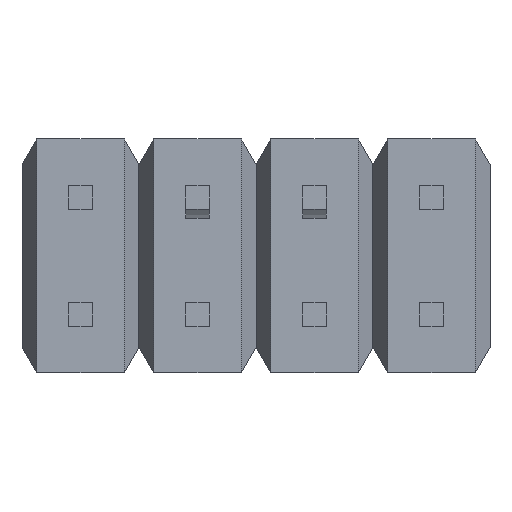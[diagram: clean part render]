
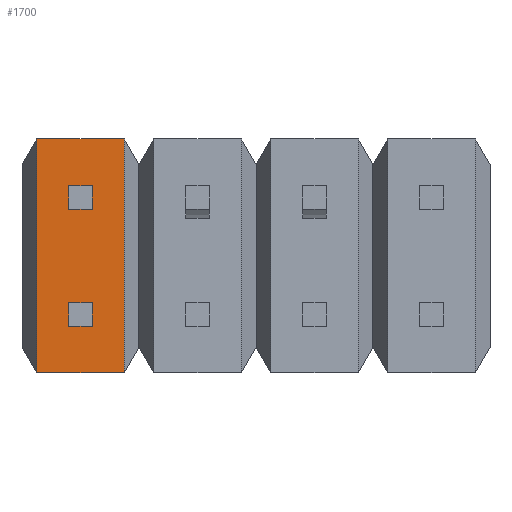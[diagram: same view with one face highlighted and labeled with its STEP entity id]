
A CAD part, front view. The second image highlights one B-rep face of the part: STEP entity #1700.
In plain terms, the highlighted planar face has unit normal (0, -1, 0).
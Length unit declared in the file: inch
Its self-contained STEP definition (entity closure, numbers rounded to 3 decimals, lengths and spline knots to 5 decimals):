
#1=DIRECTION('',(0.,0.,1.));
#2=VECTOR('',#1,0.2);
#3=CARTESIAN_POINT('',(-0.1125,-0.045,-0.1));
#4=LINE('',#3,#2);
#5=DIRECTION('',(-1.,0.,0.));
#6=VECTOR('',#5,0.075);
#7=CARTESIAN_POINT('',(-0.1125,-0.045,-0.1));
#8=LINE('',#7,#6);
#9=DIRECTION('',(0.,0.,-1.));
#10=VECTOR('',#9,0.2);
#11=CARTESIAN_POINT('',(-0.1875,-0.045,0.1));
#12=LINE('',#11,#10);
#13=DIRECTION('',(1.,0.,0.));
#14=VECTOR('',#13,0.075);
#15=CARTESIAN_POINT('',(-0.1875,-0.045,0.1));
#16=LINE('',#15,#14);
#113=DIRECTION('',(0.,0.,-1.));
#114=VECTOR('',#113,0.02);
#115=CARTESIAN_POINT('',(-0.16,-0.045,-0.04));
#116=LINE('',#115,#114);
#117=DIRECTION('',(1.,0.,0.));
#118=VECTOR('',#117,0.02);
#119=CARTESIAN_POINT('',(-0.16,-0.045,-0.06));
#120=LINE('',#119,#118);
#121=DIRECTION('',(0.,0.,-1.));
#122=VECTOR('',#121,0.02);
#123=CARTESIAN_POINT('',(-0.14,-0.045,-0.04));
#124=LINE('',#123,#122);
#125=DIRECTION('',(1.,0.,0.));
#126=VECTOR('',#125,0.02);
#127=CARTESIAN_POINT('',(-0.16,-0.045,-0.04));
#128=LINE('',#127,#126);
#161=DIRECTION('',(0.,0.,-1.));
#162=VECTOR('',#161,0.02);
#163=CARTESIAN_POINT('',(-0.16,-0.045,0.06));
#164=LINE('',#163,#162);
#165=DIRECTION('',(1.,0.,0.));
#166=VECTOR('',#165,0.02);
#167=CARTESIAN_POINT('',(-0.16,-0.045,0.04));
#168=LINE('',#167,#166);
#169=DIRECTION('',(0.,0.,-1.));
#170=VECTOR('',#169,0.02);
#171=CARTESIAN_POINT('',(-0.14,-0.045,0.06));
#172=LINE('',#171,#170);
#173=DIRECTION('',(1.,0.,0.));
#174=VECTOR('',#173,0.02);
#175=CARTESIAN_POINT('',(-0.16,-0.045,0.06));
#176=LINE('',#175,#174);
#1277=CARTESIAN_POINT('',(-0.1125,-0.045,-0.1));
#1278=CARTESIAN_POINT('',(-0.1125,-0.045,0.1));
#1279=VERTEX_POINT('',#1277);
#1280=VERTEX_POINT('',#1278);
#1457=CARTESIAN_POINT('',(-0.16,-0.045,-0.04));
#1458=CARTESIAN_POINT('',(-0.16,-0.045,-0.06));
#1459=VERTEX_POINT('',#1457);
#1460=VERTEX_POINT('',#1458);
#1461=CARTESIAN_POINT('',(-0.14,-0.045,-0.04));
#1462=CARTESIAN_POINT('',(-0.14,-0.045,-0.06));
#1463=VERTEX_POINT('',#1461);
#1464=VERTEX_POINT('',#1462);
#1473=CARTESIAN_POINT('',(-0.16,-0.045,0.06));
#1474=CARTESIAN_POINT('',(-0.16,-0.045,0.04));
#1475=VERTEX_POINT('',#1473);
#1476=VERTEX_POINT('',#1474);
#1477=CARTESIAN_POINT('',(-0.14,-0.045,0.06));
#1478=CARTESIAN_POINT('',(-0.14,-0.045,0.04));
#1479=VERTEX_POINT('',#1477);
#1480=VERTEX_POINT('',#1478);
#1638=CARTESIAN_POINT('',(-0.1875,-0.045,0.1));
#1640=VERTEX_POINT('',#1638);
#1643=CARTESIAN_POINT('',(-0.1875,-0.045,-0.1));
#1644=VERTEX_POINT('',#1643);
#1665=CARTESIAN_POINT('',(0.,-0.045,0.));
#1666=DIRECTION('',(0.,1.,0.));
#1667=DIRECTION('',(-1.,0.,0.));
#1668=AXIS2_PLACEMENT_3D('',#1665,#1666,#1667);
#1669=PLANE('',#1668);
#1671=ORIENTED_EDGE('',*,*,#1670,.F.);
#1673=ORIENTED_EDGE('',*,*,#1672,.T.);
#1675=ORIENTED_EDGE('',*,*,#1674,.F.);
#1677=ORIENTED_EDGE('',*,*,#1676,.T.);
#1678=EDGE_LOOP('',(#1671,#1673,#1675,#1677));
#1679=FACE_OUTER_BOUND('',#1678,.F.);
#1681=ORIENTED_EDGE('',*,*,#1680,.T.);
#1683=ORIENTED_EDGE('',*,*,#1682,.T.);
#1685=ORIENTED_EDGE('',*,*,#1684,.F.);
#1687=ORIENTED_EDGE('',*,*,#1686,.F.);
#1688=EDGE_LOOP('',(#1681,#1683,#1685,#1687));
#1689=FACE_BOUND('',#1688,.F.);
#1691=ORIENTED_EDGE('',*,*,#1690,.T.);
#1693=ORIENTED_EDGE('',*,*,#1692,.T.);
#1695=ORIENTED_EDGE('',*,*,#1694,.F.);
#1697=ORIENTED_EDGE('',*,*,#1696,.F.);
#1698=EDGE_LOOP('',(#1691,#1693,#1695,#1697));
#1699=FACE_BOUND('',#1698,.F.);
#1700=ADVANCED_FACE('',(#1679,#1689,#1699),#1669,.F.);
#1670=EDGE_CURVE('',#1279,#1280,#4,.T.);
#1672=EDGE_CURVE('',#1279,#1644,#8,.T.);
#1674=EDGE_CURVE('',#1640,#1644,#12,.T.);
#1676=EDGE_CURVE('',#1640,#1280,#16,.T.);
#1680=EDGE_CURVE('',#1459,#1460,#116,.T.);
#1682=EDGE_CURVE('',#1460,#1464,#120,.T.);
#1684=EDGE_CURVE('',#1463,#1464,#124,.T.);
#1686=EDGE_CURVE('',#1459,#1463,#128,.T.);
#1690=EDGE_CURVE('',#1475,#1476,#164,.T.);
#1692=EDGE_CURVE('',#1476,#1480,#168,.T.);
#1694=EDGE_CURVE('',#1479,#1480,#172,.T.);
#1696=EDGE_CURVE('',#1475,#1479,#176,.T.);
